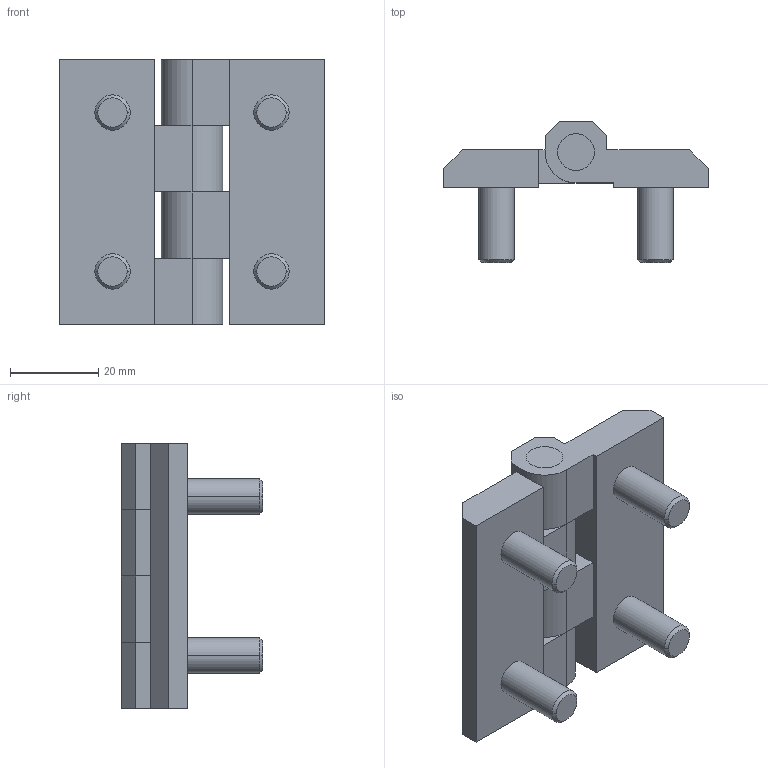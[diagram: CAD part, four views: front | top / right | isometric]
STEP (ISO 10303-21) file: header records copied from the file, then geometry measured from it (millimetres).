
FILE_DESCRIPTION(('STEP AP214'),'1');
FILE_NAME('HALDERN_EH_25160_0360.stp','2020-02-28T09:43:47',('TraceParts'),('TraceParts S.A.'),'Spatial InterOp 3D',' ',' ');
FILE_SCHEMA(('AUTOMOTIVE_DESIGN { 1 0 10303 214 1 1 1 1 }'));
Length unit declared in the file: millimetre
Products named in the file (1): HALDERN_EH_25160_0360_1
Bounding box: 60 x 32 x 60 mm (x, y, z)
Volume: 35412.9 mm3; surface area: 15788 mm2
Topology: 3 solids, 3 shells, 80 faces, 202 edges, 132 vertices
Faces by surface type: plane 50, cylinder 22, cone 8
Entity records: 3074 total; most frequent: DIRECTION 420, CARTESIAN_POINT 417, ORIENTED_EDGE 404, EDGE_CURVE 202, LINE 150, VECTOR 150, AXIS2_PLACEMENT_3D 135, VERTEX_POINT 132
